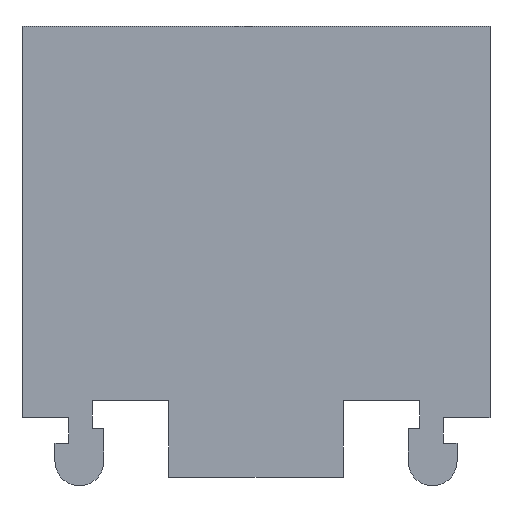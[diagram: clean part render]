
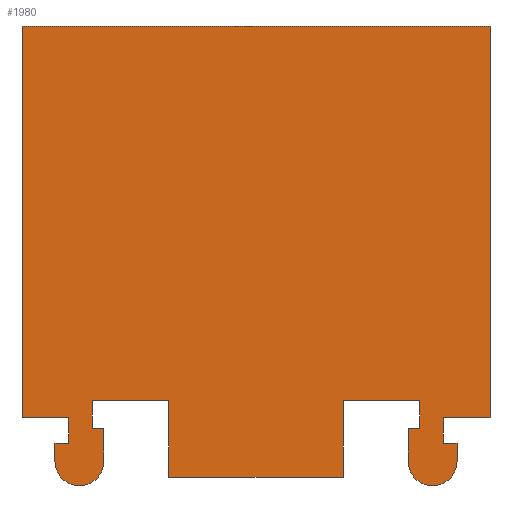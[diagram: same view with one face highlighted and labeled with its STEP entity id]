
A CAD part, left-side view. The second image highlights one B-rep face of the part: STEP entity #1980.
In plain terms, the highlighted face is planar.
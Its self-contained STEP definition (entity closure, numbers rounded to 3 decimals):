
#10=CARTESIAN_POINT('',(-197.096,191.463,-0.55));
#20=DIRECTION('',(-0.,0.,1.));
#30=DIRECTION('',(0.,-1.,0.));
#40=AXIS2_PLACEMENT_3D('',#10,#20,#30);
#50=PLANE('',#40);
#60=CARTESIAN_POINT('',(0.,151.463,-0.55));
#70=DIRECTION('',(1.,0.,0.));
#80=VECTOR('',#70,1.);
#90=LINE('',#60,#80);
#100=CARTESIAN_POINT('',(-190.196,151.463,-0.55));
#110=VERTEX_POINT('',#100);
#120=CARTESIAN_POINT('',(-181.996,151.463,-0.55));
#130=VERTEX_POINT('',#120);
#140=EDGE_CURVE('',#110,#130,#90,.T.);
#150=ORIENTED_EDGE('',*,*,#140,.F.);
#160=CARTESIAN_POINT('',(-181.996,0.,-0.55));
#170=DIRECTION('',(0.,1.,0.));
#180=VECTOR('',#170,1.);
#190=LINE('',#160,#180);
#200=CARTESIAN_POINT('',(-181.996,155.063,-0.55));
#210=VERTEX_POINT('',#200);
#220=EDGE_CURVE('',#130,#210,#190,.T.);
#230=ORIENTED_EDGE('',*,*,#220,.F.);
#240=CARTESIAN_POINT('',(-175.096,155.063,-0.55));
#250=DIRECTION('',(1.,0.,0.));
#260=VECTOR('',#250,1.);
#270=LINE('',#240,#260);
#280=CARTESIAN_POINT('',(-178.396,155.063,-0.55));
#290=VERTEX_POINT('',#280);
#300=EDGE_CURVE('',#210,#290,#270,.T.);
#310=ORIENTED_EDGE('',*,*,#300,.F.);
#320=CARTESIAN_POINT('',(-178.396,155.063,-0.55));
#330=DIRECTION('',(0.,-1.,0.));
#340=VECTOR('',#330,1.);
#350=LINE('',#320,#340);
#360=CARTESIAN_POINT('',(-178.396,153.763,-0.55));
#370=VERTEX_POINT('',#360);
#380=EDGE_CURVE('',#290,#370,#350,.T.);
#390=ORIENTED_EDGE('',*,*,#380,.F.);
#400=CARTESIAN_POINT('',(-175.096,153.763,-0.55));
#410=DIRECTION('',(-1.,0.,0.));
#420=VECTOR('',#410,1.);
#430=LINE('',#400,#420);
#440=CARTESIAN_POINT('',(-178.946,153.763,-0.55));
#450=VERTEX_POINT('',#440);
#460=EDGE_CURVE('',#370,#450,#430,.T.);
#470=ORIENTED_EDGE('',*,*,#460,.F.);
#480=CARTESIAN_POINT('',(-178.946,155.063,-0.55));
#490=DIRECTION('',(0.,-1.,0.));
#500=VECTOR('',#490,1.);
#510=LINE('',#480,#500);
#520=CARTESIAN_POINT('',(-178.946,152.213,-0.55));
#530=VERTEX_POINT('',#520);
#540=EDGE_CURVE('',#450,#530,#510,.T.);
#550=ORIENTED_EDGE('',*,*,#540,.F.);
#560=CARTESIAN_POINT('',(-177.796,152.213,-0.55));
#570=DIRECTION('',(0.,0.,-1.));
#580=DIRECTION('',(0.,-1.,0.));
#590=AXIS2_PLACEMENT_3D('',#560,#570,#580);
#600=CIRCLE('',#590,1.15);
#610=CARTESIAN_POINT('',(-176.646,152.213,-0.55));
#620=VERTEX_POINT('',#610);
#630=EDGE_CURVE('',#620,#530,#600,.T.);
#640=ORIENTED_EDGE('',*,*,#630,.T.);
#650=CARTESIAN_POINT('',(-176.646,155.063,-0.55));
#660=DIRECTION('',(0.,1.,0.));
#670=VECTOR('',#660,1.);
#680=LINE('',#650,#670);
#690=CARTESIAN_POINT('',(-176.646,153.063,-0.55));
#700=VERTEX_POINT('',#690);
#710=EDGE_CURVE('',#620,#700,#680,.T.);
#720=ORIENTED_EDGE('',*,*,#710,.F.);
#730=CARTESIAN_POINT('',(-175.096,153.063,-0.55));
#740=DIRECTION('',(-1.,0.,0.));
#750=VECTOR('',#740,1.);
#760=LINE('',#730,#750);
#770=CARTESIAN_POINT('',(-177.296,153.063,-0.55));
#780=VERTEX_POINT('',#770);
#790=EDGE_CURVE('',#700,#780,#760,.T.);
#800=ORIENTED_EDGE('',*,*,#790,.F.);
#810=CARTESIAN_POINT('',(-177.296,155.063,-0.55));
#820=DIRECTION('',(0.,1.,0.));
#830=VECTOR('',#820,1.);
#840=LINE('',#810,#830);
#850=CARTESIAN_POINT('',(-177.296,154.263,-0.55));
#860=VERTEX_POINT('',#850);
#870=EDGE_CURVE('',#780,#860,#840,.T.);
#880=ORIENTED_EDGE('',*,*,#870,.F.);
#890=CARTESIAN_POINT('',(-175.096,154.263,-0.55));
#900=DIRECTION('',(1.,0.,0.));
#910=VECTOR('',#900,1.);
#920=LINE('',#890,#910);
#930=CARTESIAN_POINT('',(-175.096,154.263,-0.55));
#940=VERTEX_POINT('',#930);
#950=EDGE_CURVE('',#860,#940,#920,.T.);
#960=ORIENTED_EDGE('',*,*,#950,.F.);
#970=CARTESIAN_POINT('',(-175.096,191.463,-0.55));
#980=DIRECTION('',(0.,1.,0.));
#990=VECTOR('',#980,1.);
#1000=LINE('',#970,#990);
#1010=CARTESIAN_POINT('',(-175.096,172.663,-0.55));
#1020=VERTEX_POINT('',#1010);
#1030=EDGE_CURVE('',#940,#1020,#1000,.T.);
#1040=ORIENTED_EDGE('',*,*,#1030,.F.);
#1050=CARTESIAN_POINT('',(-175.096,172.663,-0.55));
#1060=DIRECTION('',(1.,0.,0.));
#1070=VECTOR('',#1060,1.);
#1080=LINE('',#1050,#1070);
#1090=CARTESIAN_POINT('',(-197.096,172.663,-0.55));
#1100=VERTEX_POINT('',#1090);
#1110=EDGE_CURVE('',#1100,#1020,#1080,.T.);
#1120=ORIENTED_EDGE('',*,*,#1110,.T.);
#1130=CARTESIAN_POINT('',(-197.096,155.063,-0.55));
#1140=DIRECTION('',(0.,-1.,0.));
#1150=VECTOR('',#1140,1.);
#1160=LINE('',#1130,#1150);
#1170=CARTESIAN_POINT('',(-197.096,154.263,-0.55));
#1180=VERTEX_POINT('',#1170);
#1190=EDGE_CURVE('',#1100,#1180,#1160,.T.);
#1200=ORIENTED_EDGE('',*,*,#1190,.F.);
#1210=CARTESIAN_POINT('',(-175.096,154.263,-0.55));
#1220=DIRECTION('',(1.,0.,0.));
#1230=VECTOR('',#1220,1.);
#1240=LINE('',#1210,#1230);
#1250=CARTESIAN_POINT('',(-194.896,154.263,-0.55));
#1260=VERTEX_POINT('',#1250);
#1270=EDGE_CURVE('',#1180,#1260,#1240,.T.);
#1280=ORIENTED_EDGE('',*,*,#1270,.F.);
#1290=CARTESIAN_POINT('',(-194.896,155.063,-0.55));
#1300=DIRECTION('',(0.,-1.,0.));
#1310=VECTOR('',#1300,1.);
#1320=LINE('',#1290,#1310);
#1330=CARTESIAN_POINT('',(-194.896,153.063,-0.55));
#1340=VERTEX_POINT('',#1330);
#1350=EDGE_CURVE('',#1260,#1340,#1320,.T.);
#1360=ORIENTED_EDGE('',*,*,#1350,.F.);
#1370=CARTESIAN_POINT('',(-175.096,153.063,-0.55));
#1380=DIRECTION('',(-1.,0.,0.));
#1390=VECTOR('',#1380,1.);
#1400=LINE('',#1370,#1390);
#1410=CARTESIAN_POINT('',(-195.546,153.063,-0.55));
#1420=VERTEX_POINT('',#1410);
#1430=EDGE_CURVE('',#1340,#1420,#1400,.T.);
#1440=ORIENTED_EDGE('',*,*,#1430,.F.);
#1450=CARTESIAN_POINT('',(-195.546,155.063,-0.55));
#1460=DIRECTION('',(0.,-1.,0.));
#1470=VECTOR('',#1460,1.);
#1480=LINE('',#1450,#1470);
#1490=CARTESIAN_POINT('',(-195.546,152.213,-0.55));
#1500=VERTEX_POINT('',#1490);
#1510=EDGE_CURVE('',#1420,#1500,#1480,.T.);
#1520=ORIENTED_EDGE('',*,*,#1510,.F.);
#1530=CARTESIAN_POINT('',(-194.396,152.213,-0.55));
#1540=DIRECTION('',(0.,0.,1.));
#1550=DIRECTION('',(0.,1.,0.));
#1560=AXIS2_PLACEMENT_3D('',#1530,#1540,#1550);
#1570=CIRCLE('',#1560,1.15);
#1580=CARTESIAN_POINT('',(-193.246,152.213,-0.55));
#1590=VERTEX_POINT('',#1580);
#1600=EDGE_CURVE('',#1500,#1590,#1570,.T.);
#1610=ORIENTED_EDGE('',*,*,#1600,.F.);
#1620=CARTESIAN_POINT('',(-193.246,155.063,-0.55));
#1630=DIRECTION('',(0.,1.,0.));
#1640=VECTOR('',#1630,1.);
#1650=LINE('',#1620,#1640);
#1660=CARTESIAN_POINT('',(-193.246,153.763,-0.55));
#1670=VERTEX_POINT('',#1660);
#1680=EDGE_CURVE('',#1590,#1670,#1650,.T.);
#1690=ORIENTED_EDGE('',*,*,#1680,.F.);
#1700=CARTESIAN_POINT('',(-175.096,153.763,-0.55));
#1710=DIRECTION('',(-1.,0.,0.));
#1720=VECTOR('',#1710,1.);
#1730=LINE('',#1700,#1720);
#1740=CARTESIAN_POINT('',(-193.796,153.763,-0.55));
#1750=VERTEX_POINT('',#1740);
#1760=EDGE_CURVE('',#1670,#1750,#1730,.T.);
#1770=ORIENTED_EDGE('',*,*,#1760,.F.);
#1780=CARTESIAN_POINT('',(-193.796,155.063,-0.55));
#1790=DIRECTION('',(0.,1.,0.));
#1800=VECTOR('',#1790,1.);
#1810=LINE('',#1780,#1800);
#1820=CARTESIAN_POINT('',(-193.796,155.063,-0.55));
#1830=VERTEX_POINT('',#1820);
#1840=EDGE_CURVE('',#1750,#1830,#1810,.T.);
#1850=ORIENTED_EDGE('',*,*,#1840,.F.);
#1860=CARTESIAN_POINT('',(-190.196,155.063,-0.55));
#1870=VERTEX_POINT('',#1860);
#1880=EDGE_CURVE('',#1830,#1870,#270,.T.);
#1890=ORIENTED_EDGE('',*,*,#1880,.F.);
#1900=CARTESIAN_POINT('',(-190.196,0.,-0.55));
#1910=DIRECTION('',(0.,-1.,0.));
#1920=VECTOR('',#1910,1.);
#1930=LINE('',#1900,#1920);
#1940=EDGE_CURVE('',#1870,#110,#1930,.T.);
#1950=ORIENTED_EDGE('',*,*,#1940,.F.);
#1960=EDGE_LOOP('',(#1950,#1890,#1850,#1770,#1690,#1610,#1520,#1440,
#1360,#1280,#1200,#1120,#1040,#960,#880,#800,#720,#640,#550,#470,#390,
#310,#230,#150));
#1970=FACE_OUTER_BOUND('',#1960,.T.);
#1980=ADVANCED_FACE('',(#1970),#50,.F.);
